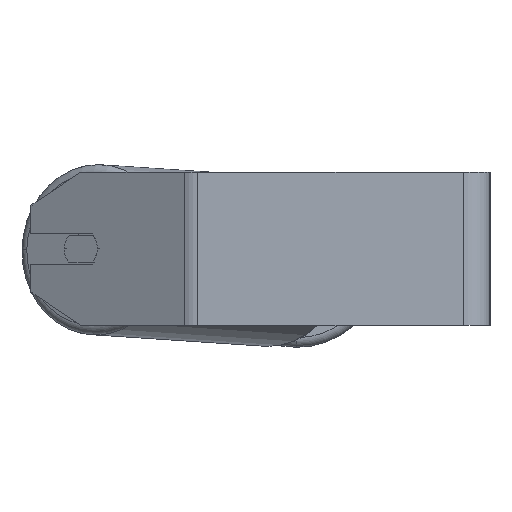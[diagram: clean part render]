
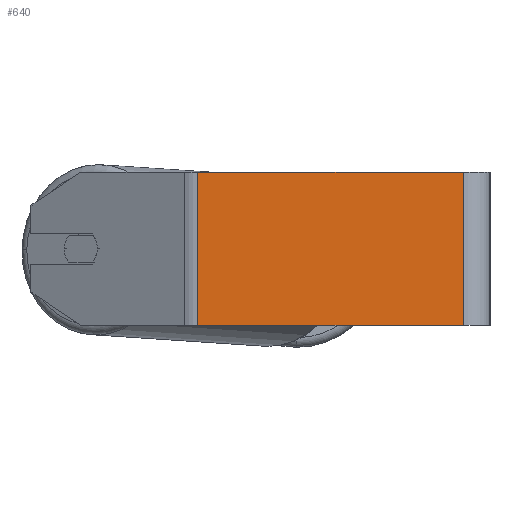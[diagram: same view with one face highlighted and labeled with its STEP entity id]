
A CAD part, left-side view. The second image highlights one B-rep face of the part: STEP entity #640.
In plain terms, the highlighted planar face has unit normal (-1, 0, 0).
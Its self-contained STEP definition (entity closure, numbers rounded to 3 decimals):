
#312 = DIRECTION ( 'NONE',  ( 0., -1., 0. ) ) ;
#392 = DIRECTION ( 'NONE',  ( 0., -1., 0. ) ) ;
#420 = CARTESIAN_POINT ( 'NONE',  ( -340., 14., -40. ) ) ;
#435 = EDGE_LOOP ( 'NONE', ( #7979, #7122, #2589, #7070 ) ) ;
#550 = VECTOR ( 'NONE', #312, 1000. ) ;
#640 = ADVANCED_FACE ( 'NONE', ( #6725 ), #6082, .F. ) ;
#904 = CARTESIAN_POINT ( 'NONE',  ( -340., 156.36, -40. ) ) ;
#1098 = VERTEX_POINT ( 'NONE', #6067 ) ;
#1116 = VERTEX_POINT ( 'NONE', #420 ) ;
#1450 = CARTESIAN_POINT ( 'NONE',  ( -340., 156.36, 40. ) ) ;
#1775 = LINE ( 'NONE', #5006, #1961 ) ;
#1939 = EDGE_CURVE ( 'NONE', #2698, #1098, #3594, .T. ) ;
#1961 = VECTOR ( 'NONE', #2928, 1000. ) ;
#2438 = CARTESIAN_POINT ( 'NONE',  ( -340., 152.609, 40. ) ) ;
#2589 = ORIENTED_EDGE ( 'NONE', *, *, #1939, .F. ) ;
#2698 = VERTEX_POINT ( 'NONE', #4886 ) ;
#2928 = DIRECTION ( 'NONE',  ( 0., 0., -1. ) ) ;
#3233 = EDGE_CURVE ( 'NONE', #2698, #6229, #3847, .T. ) ;
#3278 = CARTESIAN_POINT ( 'NONE',  ( -340., 152.609, -40. ) ) ;
#3594 = LINE ( 'NONE', #5620, #5958 ) ;
#3847 = LINE ( 'NONE', #2438, #7321 ) ;
#3977 = DIRECTION ( 'NONE',  ( 0., 0., -1. ) ) ;
#4059 = DIRECTION ( 'NONE',  ( 1., 0., 0. ) ) ;
#4340 = EDGE_CURVE ( 'NONE', #6229, #1116, #6732, .T. ) ;
#4886 = CARTESIAN_POINT ( 'NONE',  ( -340., 152.609, 40. ) ) ;
#5006 = CARTESIAN_POINT ( 'NONE',  ( -340., 14., 40. ) ) ;
#5391 = AXIS2_PLACEMENT_3D ( 'NONE', #1450, #4059, #3977 ) ;
#5620 = CARTESIAN_POINT ( 'NONE',  ( -340., 156.36, 40. ) ) ;
#5958 = VECTOR ( 'NONE', #392, 1000. ) ;
#6067 = CARTESIAN_POINT ( 'NONE',  ( -340., 14., 40. ) ) ;
#6082 = PLANE ( 'NONE',  #5391 ) ;
#6229 = VERTEX_POINT ( 'NONE', #3278 ) ;
#6303 = DIRECTION ( 'NONE',  ( 0., 0., -1. ) ) ;
#6725 = FACE_OUTER_BOUND ( 'NONE', #435, .T. ) ;
#6732 = LINE ( 'NONE', #904, #550 ) ;
#7070 = ORIENTED_EDGE ( 'NONE', *, *, #3233, .T. ) ;
#7122 = ORIENTED_EDGE ( 'NONE', *, *, #7761, .F. ) ;
#7321 = VECTOR ( 'NONE', #6303, 1000. ) ;
#7761 = EDGE_CURVE ( 'NONE', #1098, #1116, #1775, .T. ) ;
#7979 = ORIENTED_EDGE ( 'NONE', *, *, #4340, .T. ) ;
